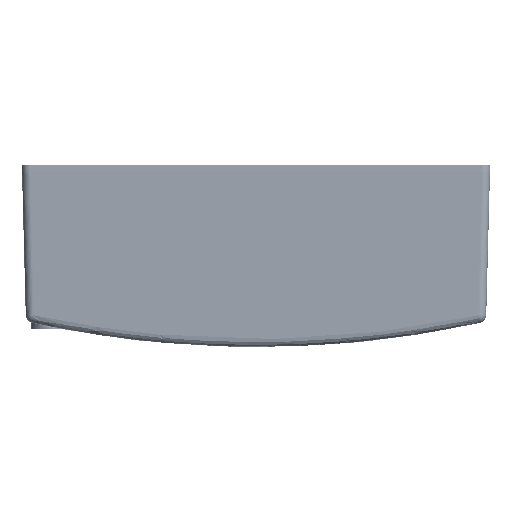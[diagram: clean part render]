
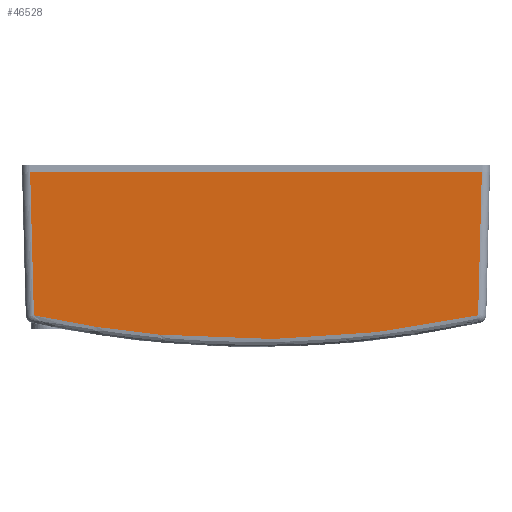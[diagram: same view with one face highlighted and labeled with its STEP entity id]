
A CAD part, front view. The second image highlights one B-rep face of the part: STEP entity #46528.
In plain terms, the highlighted face is planar.
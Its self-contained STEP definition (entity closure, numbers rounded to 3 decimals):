
#1737 = CARTESIAN_POINT ( 'NONE',  ( -136.107, 358.205, -87.637 ) ) ;
#2605 = DIRECTION ( 'NONE',  ( 0.026, -0.026, -0.999 ) ) ;
#3216 = CARTESIAN_POINT ( 'NONE',  ( 0., 360.5, 0. ) ) ;
#3289 = VECTOR ( 'NONE', #9085, 1000. ) ;
#5580 = AXIS2_PLACEMENT_3D ( 'NONE', #3216, #46082, #78441 ) ;
#9085 = DIRECTION ( 'NONE',  ( -0.026, -0.026, -0.999 ) ) ;
#17707 = EDGE_LOOP ( 'NONE', ( #82394, #27159, #69539, #29631 ) ) ;
#20679 = VERTEX_POINT ( 'NONE', #46132 ) ;
#27159 = ORIENTED_EDGE ( 'NONE', *, *, #89355, .F. ) ;
#28380 = EDGE_CURVE ( 'NONE', #65348, #133466, #136952, .T. ) ;
#29631 = ORIENTED_EDGE ( 'NONE', *, *, #103145, .T. ) ;
#32248 = DIRECTION ( 'NONE',  ( 1., 0., 0. ) ) ;
#44104 = VECTOR ( 'NONE', #2605, 1000. ) ;
#44577 = CARTESIAN_POINT ( 'NONE',  ( 136.107, 358.205, -87.637 ) ) ;
#46082 = DIRECTION ( 'NONE',  ( 0., 1., -0.026 ) ) ;
#46132 = CARTESIAN_POINT ( 'NONE',  ( -136.107, 358.205, -87.637 ) ) ;
#46528 = ADVANCED_FACE ( 'NONE', ( #88256 ), #99469, .T. ) ;
#53358 = CARTESIAN_POINT ( 'NONE',  ( 0., 360.5, 0. ) ) ;
#62222 =( BOUNDED_CURVE ( )  B_SPLINE_CURVE ( 3, ( #1737, #119076, #96583, #44577 ),
 .UNSPECIFIED., .F., .F. ) 
 B_SPLINE_CURVE_WITH_KNOTS ( ( 4, 4 ),
 ( 2.928, 3.355 ),
 .UNSPECIFIED. ) 
 CURVE ( )  GEOMETRIC_REPRESENTATION_ITEM ( )  RATIONAL_B_SPLINE_CURVE ( ( 1., 0.985, 0.985, 1. ) ) 
 REPRESENTATION_ITEM ( '' )  );
#65348 = VERTEX_POINT ( 'NONE', #121643 ) ;
#65778 = VECTOR ( 'NONE', #32248, 1000. ) ;
#69539 = ORIENTED_EDGE ( 'NONE', *, *, #109288, .F. ) ;
#73035 = CARTESIAN_POINT ( 'NONE',  ( 138.307, 360.405, -3.619 ) ) ;
#78441 = DIRECTION ( 'NONE',  ( 0., -0.026, -1. ) ) ;
#79878 = LINE ( 'NONE', #133227, #44104 ) ;
#82394 = ORIENTED_EDGE ( 'NONE', *, *, #28380, .T. ) ;
#88256 = FACE_OUTER_BOUND ( 'NONE', #17707, .T. ) ;
#89355 = EDGE_CURVE ( 'NONE', #20679, #133466, #62222, .T. ) ;
#94886 = CARTESIAN_POINT ( 'NONE',  ( 136.107, 358.205, -87.637 ) ) ;
#96583 = CARTESIAN_POINT ( 'NONE',  ( 46.067, 357.694, -107.17 ) ) ;
#99469 = PLANE ( 'NONE',  #5580 ) ;
#103145 = EDGE_CURVE ( 'NONE', #113933, #65348, #128518, .T. ) ;
#106663 = CARTESIAN_POINT ( 'NONE',  ( -138.402, 360.5, 0. ) ) ;
#109288 = EDGE_CURVE ( 'NONE', #113933, #20679, #79878, .T. ) ;
#113933 = VERTEX_POINT ( 'NONE', #106663 ) ;
#119076 = CARTESIAN_POINT ( 'NONE',  ( -46.067, 357.694, -107.17 ) ) ;
#121643 = CARTESIAN_POINT ( 'NONE',  ( 138.402, 360.5, 0. ) ) ;
#128518 = LINE ( 'NONE', #53358, #65778 ) ;
#133227 = CARTESIAN_POINT ( 'NONE',  ( -138.307, 360.405, -3.619 ) ) ;
#133466 = VERTEX_POINT ( 'NONE', #94886 ) ;
#136952 = LINE ( 'NONE', #73035, #3289 ) ;
